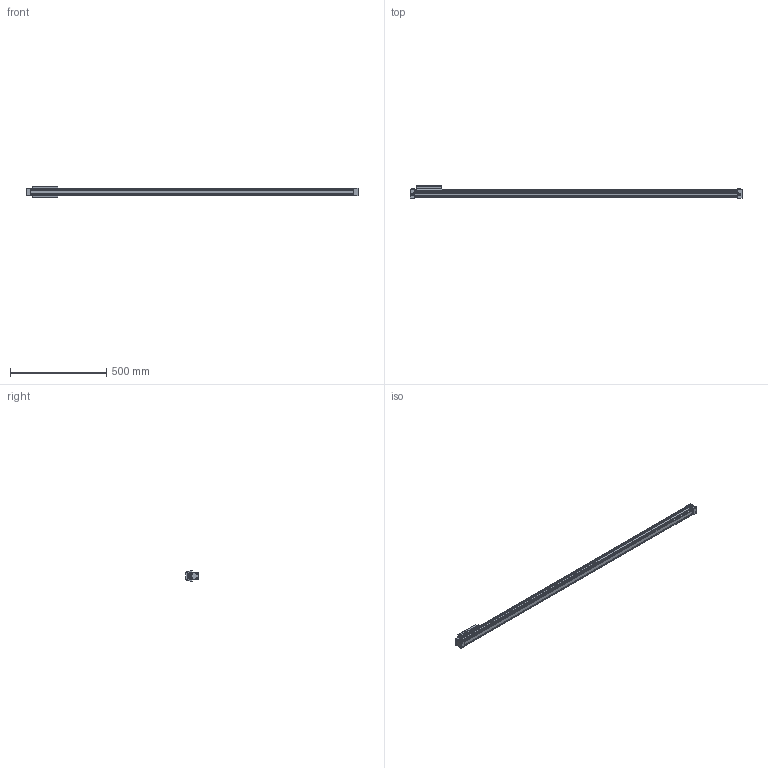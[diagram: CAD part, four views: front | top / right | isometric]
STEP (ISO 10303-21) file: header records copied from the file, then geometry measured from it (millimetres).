
FILE_DESCRIPTION( ( 'STEP AP214' ), '1' );
FILE_NAME( '1605.25.1524.01.MH(0).stp', '2022-04-11T12:47:06', ( 'License CC BY-ND 4.0' ), ( 'CADENAS' ), ' ', 'PARTsolutions', ' ' );
FILE_SCHEMA( ( 'AUTOMOTIVE_DESIGN { 1 0 10303 214 1 1 1 1 }' ) );
Length unit declared in the file: millimetre
Products named in the file (7): 1605.25.1524.01.MH(0); _1605.25.1524.01.MH(0-0)-DUMMY; _1625/101; _1625/112 (1524-0); _1625/102; _1625/113; _1600.25.05F
Assembly tree (6 placements, depth 2):
  1605.25.1524.01.MH(0)
    _1605.25.1524.01.MH(0-0)-DUMMY
    _1625/101
    _1625/112 (1524-0)
    _1625/102
    _1625/113
    _1600.25.05F
Bounding box: 1724 x 64 x 56.6 mm (x, y, z)
Volume: 1806659 mm3; surface area: 531028.8 mm2
Topology: 5 solids, 7 shells, 869 faces, 2296 edges, 1502 vertices
Faces by surface type: plane 647, cylinder 144, cone 68, torus 6, bspline 4
Full cylindrical faces by diameter (mm): 3 x2, 3.242 x16, 4 x2, 4.134 x8, 5.2 x8, 5.5 x2, 5.8 x2, 6 x6, 6.5 x4, 7 x2, 8 x2, 8.566 x2, 11 x8, 11.5 x8, 25 x3
Entity records: 32966 total; most frequent: CARTESIAN_POINT 5115, ORIENTED_EDGE 4200, DIRECTION 4126, EDGE_CURVE 2100, LINE 1510, VECTOR 1510, VERTEX_POINT 1472, AXIS2_PLACEMENT_3D 1308
